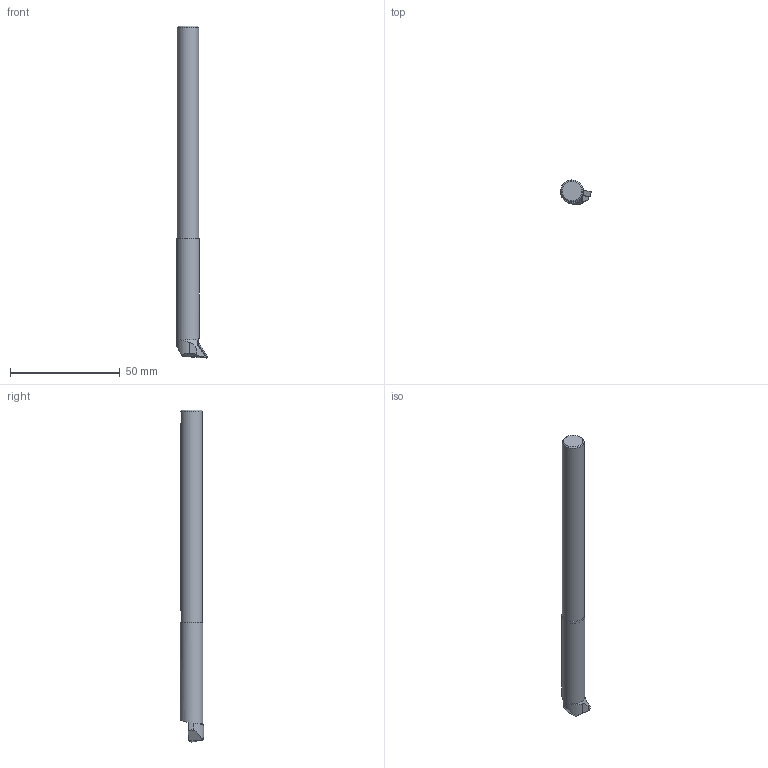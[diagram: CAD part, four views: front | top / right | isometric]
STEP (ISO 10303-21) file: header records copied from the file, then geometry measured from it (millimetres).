
FILE_DESCRIPTION(/* description */ (''),/* implementation_level */ '2;1');
FILE_NAME(/* name */ '1545387457494.stp',/* time_stamp */ '2018-12-21T11:17:50+01:00',/* author */ (''),/* organization */ ('SMS'),/* preprocessor_version */ 'ST-DEVELOPER v15',/* originating_system */ 'SIEMENS PLM Software NX 8.5',/* authorisation */ '');
FILE_SCHEMA (('AUTOMOTIVE_DESIGN { 1 0 10303 214 3 1 1 1 }'));
Length unit declared in the file: millimetre
Products named in the file (4): ASSEMBLY_CONSTRUCTION; IsoTurningInsert; 202036127mod000_00; 202039998mod000_00
Assembly tree (3 placements, depth 2):
  202039998mod000_00
    202036127mod000_00
    IsoTurningInsert
    ASSEMBLY_CONSTRUCTION
Bounding box: 14.1 x 10.93 x 151.25 mm (x, y, z)
Volume: 10453.2 mm3; surface area: 6171.2 mm2
Topology: 2 solids, 3 shells, 46 faces, 112 edges, 82 vertices
Faces by surface type: plane 26, cone 9, cylinder 9, torus 2
Full cylindrical faces by diameter (mm): 2.8 x1, 7.55 x1, 8.4 x1, 10 x1, 10.45 x1
Entity records: 1516 total; most frequent: CARTESIAN_POINT 307, DIRECTION 244, ORIENTED_EDGE 186, AXIS2_PLACEMENT_3D 99, EDGE_CURVE 93, VERTEX_POINT 67, EDGE_LOOP 62, ADVANCED_FACE 46
